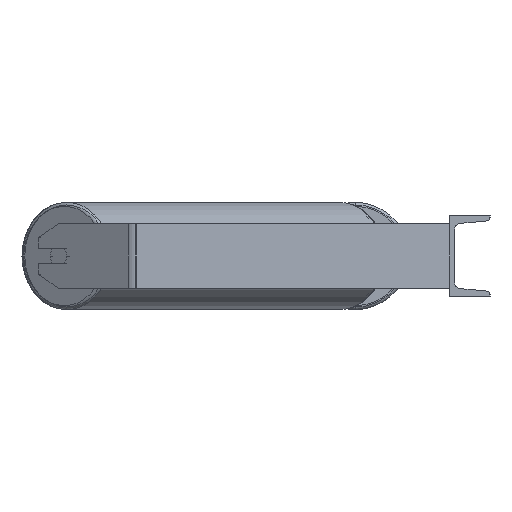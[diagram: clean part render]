
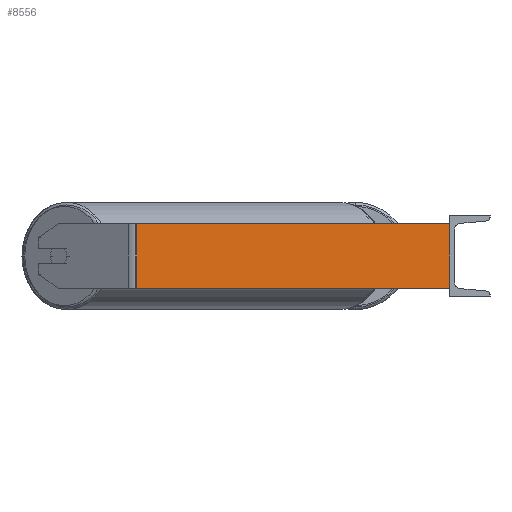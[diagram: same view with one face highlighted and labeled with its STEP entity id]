
A CAD part, left-side view. The second image highlights one B-rep face of the part: STEP entity #8556.
In plain terms, the highlighted planar face has unit normal (-0.996, -0.087, 0).
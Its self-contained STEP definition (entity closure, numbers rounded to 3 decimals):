
#251 = EDGE_CURVE ( 'NONE', #4481, #5417, #5942, .T. ) ;
#478 = VERTEX_POINT ( 'NONE', #7162 ) ;
#500 = EDGE_CURVE ( 'NONE', #4481, #478, #8572, .T. ) ;
#837 = DIRECTION ( 'NONE',  ( 0.087, -0.996, 0. ) ) ;
#1715 = DIRECTION ( 'NONE',  ( 0., 0., -1. ) ) ;
#2007 = ORIENTED_EDGE ( 'NONE', *, *, #500, .F. ) ;
#2246 = DIRECTION ( 'NONE',  ( 0.087, -0.996, 0. ) ) ;
#2528 = CARTESIAN_POINT ( 'NONE',  ( -918.922, 387.727, 40. ) ) ;
#2639 = ORIENTED_EDGE ( 'NONE', *, *, #251, .T. ) ;
#3100 = VERTEX_POINT ( 'NONE', #4780 ) ;
#3115 = EDGE_LOOP ( 'NONE', ( #3812, #6717, #2007, #2639 ) ) ;
#3812 = ORIENTED_EDGE ( 'NONE', *, *, #5409, .T. ) ;
#4000 = DIRECTION ( 'NONE',  ( 0., 0., -1. ) ) ;
#4481 = VERTEX_POINT ( 'NONE', #5832 ) ;
#4780 = CARTESIAN_POINT ( 'NONE',  ( -885., 0., -40. ) ) ;
#5199 = FACE_OUTER_BOUND ( 'NONE', #3115, .T. ) ;
#5315 = VECTOR ( 'NONE', #2246, 1000. ) ;
#5379 = AXIS2_PLACEMENT_3D ( 'NONE', #5732, #8548, #6642 ) ;
#5409 = EDGE_CURVE ( 'NONE', #5417, #3100, #7804, .T. ) ;
#5417 = VERTEX_POINT ( 'NONE', #7052 ) ;
#5732 = CARTESIAN_POINT ( 'NONE',  ( -919.429, 393.528, 40. ) ) ;
#5832 = CARTESIAN_POINT ( 'NONE',  ( -918.922, 387.727, 40. ) ) ;
#5863 = LINE ( 'NONE', #7370, #8488 ) ;
#5942 = LINE ( 'NONE', #2528, #8529 ) ;
#6642 = DIRECTION ( 'NONE',  ( -0.087, 0.996, 0. ) ) ;
#6717 = ORIENTED_EDGE ( 'NONE', *, *, #7660, .F. ) ;
#7052 = CARTESIAN_POINT ( 'NONE',  ( -918.922, 387.727, -40. ) ) ;
#7162 = CARTESIAN_POINT ( 'NONE',  ( -885., 0., 40. ) ) ;
#7370 = CARTESIAN_POINT ( 'NONE',  ( -885., 0., 40. ) ) ;
#7660 = EDGE_CURVE ( 'NONE', #478, #3100, #5863, .T. ) ;
#7804 = LINE ( 'NONE', #8463, #8050 ) ;
#8050 = VECTOR ( 'NONE', #837, 1000. ) ;
#8463 = CARTESIAN_POINT ( 'NONE',  ( -919.429, 393.528, -40. ) ) ;
#8488 = VECTOR ( 'NONE', #1715, 1000. ) ;
#8529 = VECTOR ( 'NONE', #4000, 1000. ) ;
#8548 = DIRECTION ( 'NONE',  ( 0.996, 0.087, 0. ) ) ;
#8556 = ADVANCED_FACE ( 'NONE', ( #5199 ), #8647, .F. ) ;
#8572 = LINE ( 'NONE', #8722, #5315 ) ;
#8647 = PLANE ( 'NONE',  #5379 ) ;
#8722 = CARTESIAN_POINT ( 'NONE',  ( -919.429, 393.528, 40. ) ) ;
